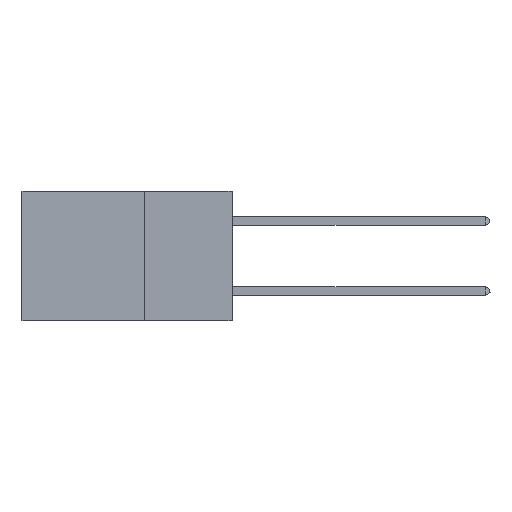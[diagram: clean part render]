
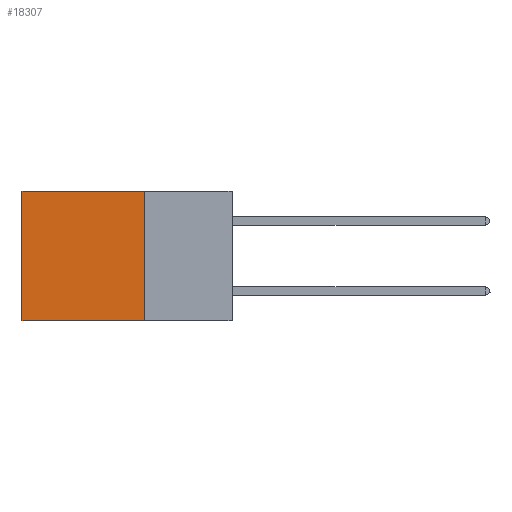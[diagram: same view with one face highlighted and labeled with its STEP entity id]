
A CAD part, left-side view. The second image highlights one B-rep face of the part: STEP entity #18307.
In plain terms, the highlighted planar face has unit normal (-1, 0, 0).
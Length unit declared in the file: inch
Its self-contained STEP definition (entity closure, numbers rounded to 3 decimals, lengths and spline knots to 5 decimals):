
#2704 = CARTESIAN_POINT ( 'NONE',  ( 0.2875, 0.25, 0. ) ) ;
#4212 = CARTESIAN_POINT ( 'NONE',  ( 0.2875, 0.25, 0. ) ) ;
#4379 = VERTEX_POINT ( 'NONE', #4955 ) ;
#4538 = VECTOR ( 'NONE', #25268, 39.37008 ) ;
#4955 = CARTESIAN_POINT ( 'NONE',  ( 0.2875, 0.25, -0.37 ) ) ;
#5765 = VECTOR ( 'NONE', #29891, 39.37008 ) ;
#6094 = CARTESIAN_POINT ( 'NONE',  ( 0.2875, 0.6, 0. ) ) ;
#7291 = ORIENTED_EDGE ( 'NONE', *, *, #41892, .T. ) ;
#7976 = CARTESIAN_POINT ( 'NONE',  ( 0.2875, 0.25, -0.37 ) ) ;
#8887 = DIRECTION ( 'NONE',  ( 0., 0., -1. ) ) ;
#11910 = ORIENTED_EDGE ( 'NONE', *, *, #16672, .F. ) ;
#12554 = DIRECTION ( 'NONE',  ( 0., 1., 0. ) ) ;
#13399 = CARTESIAN_POINT ( 'NONE',  ( 0.2875, 0.25, 0. ) ) ;
#16672 = EDGE_CURVE ( 'NONE', #41515, #4379, #39955, .T. ) ;
#18261 = EDGE_LOOP ( 'NONE', ( #21005, #22917, #11910, #7291 ) ) ;
#18307 = ADVANCED_FACE ( 'NONE', ( #41453 ), #22767, .F. ) ;
#18620 = CARTESIAN_POINT ( 'NONE',  ( 0.2875, 0.6, -0.37 ) ) ;
#18622 = CARTESIAN_POINT ( 'NONE',  ( 0.2875, 0.6, 0. ) ) ;
#18831 = LINE ( 'NONE', #18622, #4538 ) ;
#19194 = EDGE_CURVE ( 'NONE', #21784, #22728, #18831, .T. ) ;
#20596 = VECTOR ( 'NONE', #27465, 39.37008 ) ;
#21005 = ORIENTED_EDGE ( 'NONE', *, *, #19194, .T. ) ;
#21436 = VECTOR ( 'NONE', #12554, 39.37008 ) ;
#21784 = VERTEX_POINT ( 'NONE', #6094 ) ;
#22558 = CARTESIAN_POINT ( 'NONE',  ( 0.2875, 0.25, 0. ) ) ;
#22728 = VERTEX_POINT ( 'NONE', #18620 ) ;
#22767 = PLANE ( 'NONE',  #27068 ) ;
#22917 = ORIENTED_EDGE ( 'NONE', *, *, #25748, .F. ) ;
#25268 = DIRECTION ( 'NONE',  ( 0., 0., -1. ) ) ;
#25748 = EDGE_CURVE ( 'NONE', #4379, #22728, #36896, .T. ) ;
#27068 = AXIS2_PLACEMENT_3D ( 'NONE', #22558, #35871, #8887 ) ;
#27465 = DIRECTION ( 'NONE',  ( 0., 1., 0. ) ) ;
#29891 = DIRECTION ( 'NONE',  ( 0., 0., -1. ) ) ;
#32045 = LINE ( 'NONE', #2704, #21436 ) ;
#35871 = DIRECTION ( 'NONE',  ( 1., 0., 0. ) ) ;
#36896 = LINE ( 'NONE', #7976, #20596 ) ;
#39955 = LINE ( 'NONE', #13399, #5765 ) ;
#41453 = FACE_OUTER_BOUND ( 'NONE', #18261, .T. ) ;
#41515 = VERTEX_POINT ( 'NONE', #4212 ) ;
#41892 = EDGE_CURVE ( 'NONE', #41515, #21784, #32045, .T. ) ;
